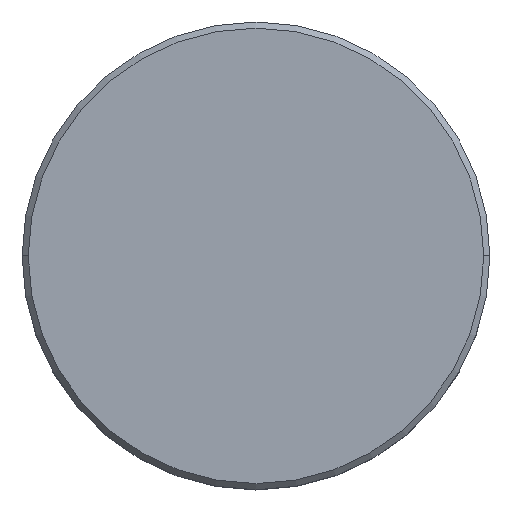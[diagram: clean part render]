
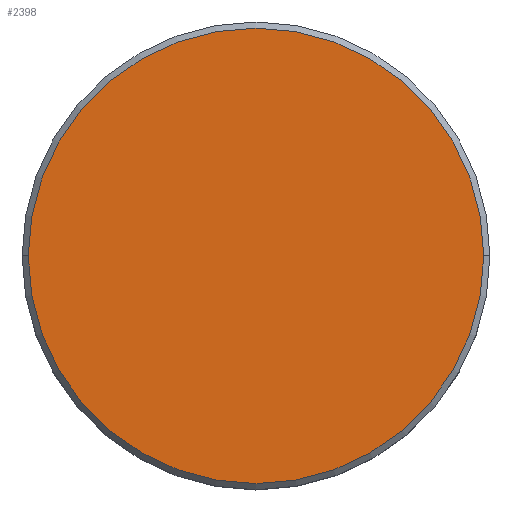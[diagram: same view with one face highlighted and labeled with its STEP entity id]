
A CAD part, top view. The second image highlights one B-rep face of the part: STEP entity #2398.
In plain terms, the highlighted planar face has unit normal (0, 0, 1).
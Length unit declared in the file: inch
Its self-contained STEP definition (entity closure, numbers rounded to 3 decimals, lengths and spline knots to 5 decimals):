
#1008 = CIRCLE ( 'NONE', #2759, 0.36417 ) ;
#1257 = FACE_OUTER_BOUND ( 'NONE', #5607, .T. ) ;
#1617 = VERTEX_POINT ( 'NONE', #5769 ) ;
#1622 = VERTEX_POINT ( 'NONE', #5732 ) ;
#2398 = ADVANCED_FACE ( 'NONE', ( #1257 ), #10052, .T. ) ;
#2751 = AXIS2_PLACEMENT_3D ( 'NONE', #7334, #7335, #7336 ) ;
#2759 = AXIS2_PLACEMENT_3D ( 'NONE', #3332, #3333, #3334 ) ;
#3332 = CARTESIAN_POINT ( 'NONE',  ( 0., 0., 0.11811 ) ) ;
#3333 = DIRECTION ( 'NONE',  ( 0., 0., 1. ) ) ;
#3334 = DIRECTION ( 'NONE',  ( 1., 0., 0. ) ) ;
#4848 = ORIENTED_EDGE ( 'NONE', *, *, #6707, .T. ) ;
#4850 = ORIENTED_EDGE ( 'NONE', *, *, #6582, .T. ) ;
#5607 = EDGE_LOOP ( 'NONE', ( #4848, #4850 ) ) ;
#5732 = CARTESIAN_POINT ( 'NONE',  ( -0.36417, 0., 0.11811 ) ) ;
#5769 = CARTESIAN_POINT ( 'NONE',  ( 0.36417, 0., 0.11811 ) ) ;
#6147 = AXIS2_PLACEMENT_3D ( 'NONE', #10045, #10054, #10055 ) ;
#6582 = EDGE_CURVE ( 'NONE', #1617, #1622, #8669, .T. ) ;
#6707 = EDGE_CURVE ( 'NONE', #1622, #1617, #1008, .T. ) ;
#7334 = CARTESIAN_POINT ( 'NONE',  ( 0., 0., 0.11811 ) ) ;
#7335 = DIRECTION ( 'NONE',  ( 0., 0., 1. ) ) ;
#7336 = DIRECTION ( 'NONE',  ( 1., 0., 0. ) ) ;
#8669 = CIRCLE ( 'NONE', #2751, 0.36417 ) ;
#10045 = CARTESIAN_POINT ( 'NONE',  ( 0., 0., 0.11811 ) ) ;
#10052 = PLANE ( 'NONE',  #6147 ) ;
#10054 = DIRECTION ( 'NONE',  ( 0., 0., 1. ) ) ;
#10055 = DIRECTION ( 'NONE',  ( 1., 0., 0. ) ) ;
